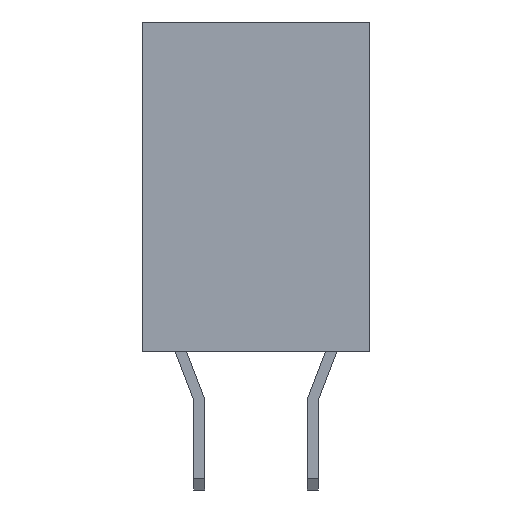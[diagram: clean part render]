
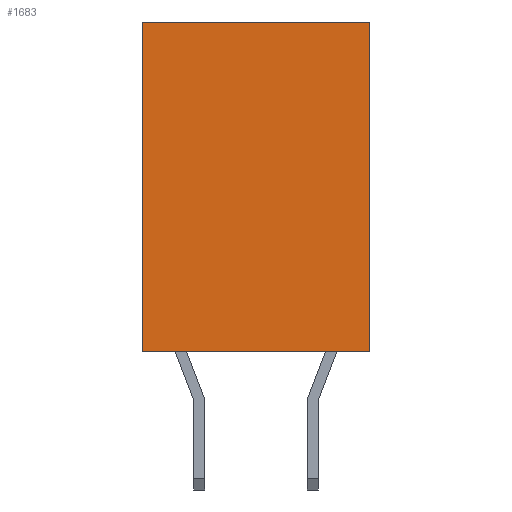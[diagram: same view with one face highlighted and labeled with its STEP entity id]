
A CAD part, left-side view. The second image highlights one B-rep face of the part: STEP entity #1683.
In plain terms, the highlighted planar face has unit normal (-1, 0, 0).
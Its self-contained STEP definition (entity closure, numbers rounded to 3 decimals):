
#1210=CARTESIAN_POINT('',(-7.62,2.54,7.366));
#1211=VERTEX_POINT('',#1210);
#1212=CARTESIAN_POINT('',(-7.62,-2.54,7.366));
#1213=VERTEX_POINT('',#1212);
#1214=CARTESIAN_POINT('',(-7.62,2.54,7.366));
#1215=DIRECTION('',(0.0,-1.0,0.0));
#1216=VECTOR('',#1215,5.08);
#1217=LINE('',#1214,#1216);
#1218=EDGE_CURVE('',#1211,#1213,#1217,.T.);
#1653=CARTESIAN_POINT('',(-7.62,-2.794,-0.368));
#1654=DIRECTION('',(1.0,0.0,0.0));
#1655=DIRECTION('',(0.0,1.0,0.0));
#1656=AXIS2_PLACEMENT_3D('',#1653,#1654,#1655);
#1657=PLANE('',#1656);
#1658=CARTESIAN_POINT('',(-7.62,2.54,0.));
#1659=VERTEX_POINT('',#1658);
#1660=CARTESIAN_POINT('',(-7.62,-2.54,0.));
#1661=VERTEX_POINT('',#1660);
#1662=CARTESIAN_POINT('',(-7.62,2.54,0.));
#1663=DIRECTION('',(0.0,-1.0,0.0));
#1664=VECTOR('',#1663,5.08);
#1665=LINE('',#1662,#1664);
#1666=EDGE_CURVE('',#1659,#1661,#1665,.T.);
#1667=ORIENTED_EDGE('',*,*,#1666,.T.);
#1668=CARTESIAN_POINT('',(-7.62,-2.54,7.366));
#1669=DIRECTION('',(0.0,0.0,-1.0));
#1670=VECTOR('',#1669,7.366);
#1671=LINE('',#1668,#1670);
#1672=EDGE_CURVE('',#1213,#1661,#1671,.T.);
#1673=ORIENTED_EDGE('',*,*,#1672,.F.);
#1674=ORIENTED_EDGE('',*,*,#1218,.F.);
#1675=CARTESIAN_POINT('',(-7.62,2.54,7.366));
#1676=DIRECTION('',(0.0,0.0,-1.0));
#1677=VECTOR('',#1676,7.366);
#1678=LINE('',#1675,#1677);
#1679=EDGE_CURVE('',#1211,#1659,#1678,.T.);
#1680=ORIENTED_EDGE('',*,*,#1679,.T.);
#1681=EDGE_LOOP('',(#1667,#1673,#1674,#1680));
#1682=FACE_OUTER_BOUND('',#1681,.T.);
#1683=ADVANCED_FACE('',(#1682),#1657,.F.);
